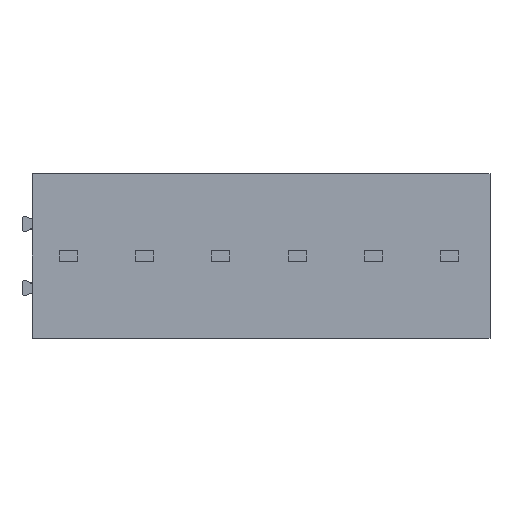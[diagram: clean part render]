
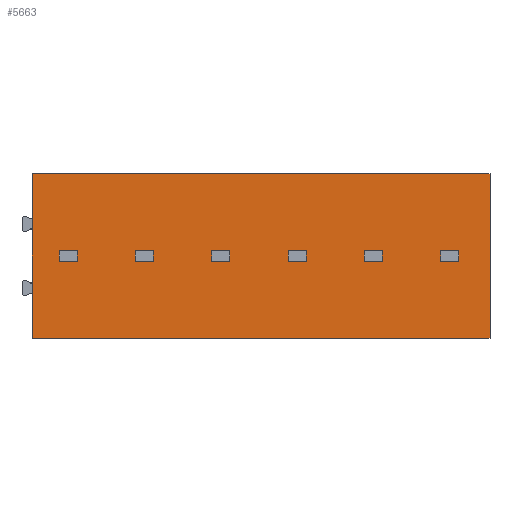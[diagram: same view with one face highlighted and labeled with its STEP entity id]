
A CAD part, front view. The second image highlights one B-rep face of the part: STEP entity #5663.
In plain terms, the highlighted planar face has unit normal (0, -1, 0).
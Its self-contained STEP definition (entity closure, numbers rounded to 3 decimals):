
#136=DIRECTION('',(0.,0.,-1.));
#137=VECTOR('',#136,8.2);
#138=CARTESIAN_POINT('',(11.43,-12.6,0.));
#139=LINE('',#138,#137);
#1384=DIRECTION('',(0.,0.,-1.));
#1385=VECTOR('',#1384,8.2);
#1386=CARTESIAN_POINT('',(-11.43,-12.6,0.));
#1387=LINE('',#1386,#1385);
#1448=DIRECTION('',(-1.,0.,0.));
#1449=VECTOR('',#1448,22.86);
#1450=CARTESIAN_POINT('',(11.43,-12.6,0.));
#1451=LINE('',#1450,#1449);
#1452=DIRECTION('',(0.,0.,1.));
#1453=VECTOR('',#1452,0.5);
#1454=CARTESIAN_POINT('',(-9.18,-12.6,-4.35));
#1455=LINE('',#1454,#1453);
#1456=DIRECTION('',(-1.,0.,0.));
#1457=VECTOR('',#1456,0.9);
#1458=CARTESIAN_POINT('',(-9.18,-12.6,-3.85));
#1459=LINE('',#1458,#1457);
#1460=DIRECTION('',(0.,0.,-1.));
#1461=VECTOR('',#1460,0.5);
#1462=CARTESIAN_POINT('',(-10.08,-12.6,-3.85));
#1463=LINE('',#1462,#1461);
#1464=DIRECTION('',(1.,0.,0.));
#1465=VECTOR('',#1464,0.9);
#1466=CARTESIAN_POINT('',(-10.08,-12.6,-4.35));
#1467=LINE('',#1466,#1465);
#1468=DIRECTION('',(0.,0.,1.));
#1469=VECTOR('',#1468,0.5);
#1470=CARTESIAN_POINT('',(-5.37,-12.6,-4.35));
#1471=LINE('',#1470,#1469);
#1472=DIRECTION('',(-1.,0.,0.));
#1473=VECTOR('',#1472,0.9);
#1474=CARTESIAN_POINT('',(-5.37,-12.6,-3.85));
#1475=LINE('',#1474,#1473);
#1476=DIRECTION('',(0.,0.,-1.));
#1477=VECTOR('',#1476,0.5);
#1478=CARTESIAN_POINT('',(-6.27,-12.6,-3.85));
#1479=LINE('',#1478,#1477);
#1480=DIRECTION('',(1.,0.,0.));
#1481=VECTOR('',#1480,0.9);
#1482=CARTESIAN_POINT('',(-6.27,-12.6,-4.35));
#1483=LINE('',#1482,#1481);
#1484=DIRECTION('',(0.,0.,1.));
#1485=VECTOR('',#1484,0.5);
#1486=CARTESIAN_POINT('',(-1.56,-12.6,-4.35));
#1487=LINE('',#1486,#1485);
#1488=DIRECTION('',(-1.,0.,0.));
#1489=VECTOR('',#1488,0.9);
#1490=CARTESIAN_POINT('',(-1.56,-12.6,-3.85));
#1491=LINE('',#1490,#1489);
#1492=DIRECTION('',(0.,0.,-1.));
#1493=VECTOR('',#1492,0.5);
#1494=CARTESIAN_POINT('',(-2.46,-12.6,-3.85));
#1495=LINE('',#1494,#1493);
#1496=DIRECTION('',(1.,0.,0.));
#1497=VECTOR('',#1496,0.9);
#1498=CARTESIAN_POINT('',(-2.46,-12.6,-4.35));
#1499=LINE('',#1498,#1497);
#1500=DIRECTION('',(0.,0.,1.));
#1501=VECTOR('',#1500,0.5);
#1502=CARTESIAN_POINT('',(2.25,-12.6,-4.35));
#1503=LINE('',#1502,#1501);
#1504=DIRECTION('',(-1.,0.,0.));
#1505=VECTOR('',#1504,0.9);
#1506=CARTESIAN_POINT('',(2.25,-12.6,-3.85));
#1507=LINE('',#1506,#1505);
#1508=DIRECTION('',(0.,0.,-1.));
#1509=VECTOR('',#1508,0.5);
#1510=CARTESIAN_POINT('',(1.35,-12.6,-3.85));
#1511=LINE('',#1510,#1509);
#1512=DIRECTION('',(1.,0.,0.));
#1513=VECTOR('',#1512,0.9);
#1514=CARTESIAN_POINT('',(1.35,-12.6,-4.35));
#1515=LINE('',#1514,#1513);
#1516=DIRECTION('',(0.,0.,1.));
#1517=VECTOR('',#1516,0.5);
#1518=CARTESIAN_POINT('',(6.06,-12.6,-4.35));
#1519=LINE('',#1518,#1517);
#1520=DIRECTION('',(-1.,0.,0.));
#1521=VECTOR('',#1520,0.9);
#1522=CARTESIAN_POINT('',(6.06,-12.6,-3.85));
#1523=LINE('',#1522,#1521);
#1524=DIRECTION('',(0.,0.,-1.));
#1525=VECTOR('',#1524,0.5);
#1526=CARTESIAN_POINT('',(5.16,-12.6,-3.85));
#1527=LINE('',#1526,#1525);
#1528=DIRECTION('',(1.,0.,0.));
#1529=VECTOR('',#1528,0.9);
#1530=CARTESIAN_POINT('',(5.16,-12.6,-4.35));
#1531=LINE('',#1530,#1529);
#1532=DIRECTION('',(0.,0.,1.));
#1533=VECTOR('',#1532,0.5);
#1534=CARTESIAN_POINT('',(9.87,-12.6,-4.35));
#1535=LINE('',#1534,#1533);
#1536=DIRECTION('',(-1.,0.,0.));
#1537=VECTOR('',#1536,0.9);
#1538=CARTESIAN_POINT('',(9.87,-12.6,-3.85));
#1539=LINE('',#1538,#1537);
#1540=DIRECTION('',(0.,0.,-1.));
#1541=VECTOR('',#1540,0.5);
#1542=CARTESIAN_POINT('',(8.97,-12.6,-3.85));
#1543=LINE('',#1542,#1541);
#1544=DIRECTION('',(1.,0.,0.));
#1545=VECTOR('',#1544,0.9);
#1546=CARTESIAN_POINT('',(8.97,-12.6,-4.35));
#1547=LINE('',#1546,#1545);
#1548=DIRECTION('',(-1.,0.,0.));
#1549=VECTOR('',#1548,22.86);
#1550=CARTESIAN_POINT('',(11.43,-12.6,-8.2));
#1551=LINE('',#1550,#1549);
#3000=CARTESIAN_POINT('',(11.43,-12.6,-8.2));
#3002=VERTEX_POINT('',#3000);
#3008=CARTESIAN_POINT('',(11.43,-12.6,0.));
#3009=VERTEX_POINT('',#3008);
#3010=CARTESIAN_POINT('',(-11.43,-12.6,-8.2));
#3012=VERTEX_POINT('',#3010);
#3018=CARTESIAN_POINT('',(-11.43,-12.6,0.));
#3019=VERTEX_POINT('',#3018);
#3372=CARTESIAN_POINT('',(-9.18,-12.6,-4.35));
#3373=CARTESIAN_POINT('',(-9.18,-12.6,-3.85));
#3374=VERTEX_POINT('',#3372);
#3375=VERTEX_POINT('',#3373);
#3376=CARTESIAN_POINT('',(-10.08,-12.6,-3.85));
#3377=VERTEX_POINT('',#3376);
#3378=CARTESIAN_POINT('',(-10.08,-12.6,-4.35));
#3379=VERTEX_POINT('',#3378);
#3388=CARTESIAN_POINT('',(-5.37,-12.6,-4.35));
#3389=CARTESIAN_POINT('',(-5.37,-12.6,-3.85));
#3390=VERTEX_POINT('',#3388);
#3391=VERTEX_POINT('',#3389);
#3392=CARTESIAN_POINT('',(-6.27,-12.6,-3.85));
#3393=VERTEX_POINT('',#3392);
#3394=CARTESIAN_POINT('',(-6.27,-12.6,-4.35));
#3395=VERTEX_POINT('',#3394);
#3516=CARTESIAN_POINT('',(-1.56,-12.6,-4.35));
#3517=CARTESIAN_POINT('',(-1.56,-12.6,-3.85));
#3518=VERTEX_POINT('',#3516);
#3519=VERTEX_POINT('',#3517);
#3520=CARTESIAN_POINT('',(-2.46,-12.6,-3.85));
#3521=VERTEX_POINT('',#3520);
#3522=CARTESIAN_POINT('',(-2.46,-12.6,-4.35));
#3523=VERTEX_POINT('',#3522);
#3644=CARTESIAN_POINT('',(2.25,-12.6,-4.35));
#3645=CARTESIAN_POINT('',(2.25,-12.6,-3.85));
#3646=VERTEX_POINT('',#3644);
#3647=VERTEX_POINT('',#3645);
#3648=CARTESIAN_POINT('',(1.35,-12.6,-3.85));
#3649=VERTEX_POINT('',#3648);
#3650=CARTESIAN_POINT('',(1.35,-12.6,-4.35));
#3651=VERTEX_POINT('',#3650);
#3772=CARTESIAN_POINT('',(6.06,-12.6,-4.35));
#3773=CARTESIAN_POINT('',(6.06,-12.6,-3.85));
#3774=VERTEX_POINT('',#3772);
#3775=VERTEX_POINT('',#3773);
#3776=CARTESIAN_POINT('',(5.16,-12.6,-3.85));
#3777=VERTEX_POINT('',#3776);
#3778=CARTESIAN_POINT('',(5.16,-12.6,-4.35));
#3779=VERTEX_POINT('',#3778);
#3900=CARTESIAN_POINT('',(9.87,-12.6,-4.35));
#3901=CARTESIAN_POINT('',(9.87,-12.6,-3.85));
#3902=VERTEX_POINT('',#3900);
#3903=VERTEX_POINT('',#3901);
#3904=CARTESIAN_POINT('',(8.97,-12.6,-3.85));
#3905=VERTEX_POINT('',#3904);
#3906=CARTESIAN_POINT('',(8.97,-12.6,-4.35));
#3907=VERTEX_POINT('',#3906);
#5591=CARTESIAN_POINT('',(11.43,-12.6,0.));
#5592=DIRECTION('',(0.,-1.,0.));
#5593=DIRECTION('',(0.,0.,-1.));
#5594=AXIS2_PLACEMENT_3D('',#5591,#5592,#5593);
#5595=PLANE('',#5594);
#5596=ORIENTED_EDGE('',*,*,#3945,.T.);
#5598=ORIENTED_EDGE('',*,*,#5597,.T.);
#5599=ORIENTED_EDGE('',*,*,#5558,.F.);
#5600=ORIENTED_EDGE('',*,*,#4018,.F.);
#5601=EDGE_LOOP('',(#5596,#5598,#5599,#5600));
#5602=FACE_OUTER_BOUND('',#5601,.F.);
#5604=ORIENTED_EDGE('',*,*,#5603,.T.);
#5606=ORIENTED_EDGE('',*,*,#5605,.T.);
#5608=ORIENTED_EDGE('',*,*,#5607,.T.);
#5610=ORIENTED_EDGE('',*,*,#5609,.T.);
#5611=EDGE_LOOP('',(#5604,#5606,#5608,#5610));
#5612=FACE_BOUND('',#5611,.F.);
#5614=ORIENTED_EDGE('',*,*,#5613,.T.);
#5616=ORIENTED_EDGE('',*,*,#5615,.T.);
#5618=ORIENTED_EDGE('',*,*,#5617,.T.);
#5620=ORIENTED_EDGE('',*,*,#5619,.T.);
#5621=EDGE_LOOP('',(#5614,#5616,#5618,#5620));
#5622=FACE_BOUND('',#5621,.F.);
#5624=ORIENTED_EDGE('',*,*,#5623,.T.);
#5626=ORIENTED_EDGE('',*,*,#5625,.T.);
#5628=ORIENTED_EDGE('',*,*,#5627,.T.);
#5630=ORIENTED_EDGE('',*,*,#5629,.T.);
#5631=EDGE_LOOP('',(#5624,#5626,#5628,#5630));
#5632=FACE_BOUND('',#5631,.F.);
#5634=ORIENTED_EDGE('',*,*,#5633,.T.);
#5636=ORIENTED_EDGE('',*,*,#5635,.T.);
#5638=ORIENTED_EDGE('',*,*,#5637,.T.);
#5640=ORIENTED_EDGE('',*,*,#5639,.T.);
#5641=EDGE_LOOP('',(#5634,#5636,#5638,#5640));
#5642=FACE_BOUND('',#5641,.F.);
#5644=ORIENTED_EDGE('',*,*,#5643,.T.);
#5646=ORIENTED_EDGE('',*,*,#5645,.T.);
#5648=ORIENTED_EDGE('',*,*,#5647,.T.);
#5650=ORIENTED_EDGE('',*,*,#5649,.T.);
#5651=EDGE_LOOP('',(#5644,#5646,#5648,#5650));
#5652=FACE_BOUND('',#5651,.F.);
#5654=ORIENTED_EDGE('',*,*,#5653,.T.);
#5656=ORIENTED_EDGE('',*,*,#5655,.T.);
#5658=ORIENTED_EDGE('',*,*,#5657,.T.);
#5660=ORIENTED_EDGE('',*,*,#5659,.T.);
#5661=EDGE_LOOP('',(#5654,#5656,#5658,#5660));
#5662=FACE_BOUND('',#5661,.F.);
#5663=ADVANCED_FACE('',(#5602,#5612,#5622,#5632,#5642,#5652,#5662),#5595,.T.);
#3945=EDGE_CURVE('',#3009,#3002,#139,.T.);
#4018=EDGE_CURVE('',#3009,#3019,#1451,.T.);
#5558=EDGE_CURVE('',#3019,#3012,#1387,.T.);
#5597=EDGE_CURVE('',#3002,#3012,#1551,.T.);
#5603=EDGE_CURVE('',#3374,#3375,#1455,.T.);
#5605=EDGE_CURVE('',#3375,#3377,#1459,.T.);
#5607=EDGE_CURVE('',#3377,#3379,#1463,.T.);
#5609=EDGE_CURVE('',#3379,#3374,#1467,.T.);
#5613=EDGE_CURVE('',#3390,#3391,#1471,.T.);
#5615=EDGE_CURVE('',#3391,#3393,#1475,.T.);
#5617=EDGE_CURVE('',#3393,#3395,#1479,.T.);
#5619=EDGE_CURVE('',#3395,#3390,#1483,.T.);
#5623=EDGE_CURVE('',#3518,#3519,#1487,.T.);
#5625=EDGE_CURVE('',#3519,#3521,#1491,.T.);
#5627=EDGE_CURVE('',#3521,#3523,#1495,.T.);
#5629=EDGE_CURVE('',#3523,#3518,#1499,.T.);
#5633=EDGE_CURVE('',#3646,#3647,#1503,.T.);
#5635=EDGE_CURVE('',#3647,#3649,#1507,.T.);
#5637=EDGE_CURVE('',#3649,#3651,#1511,.T.);
#5639=EDGE_CURVE('',#3651,#3646,#1515,.T.);
#5643=EDGE_CURVE('',#3774,#3775,#1519,.T.);
#5645=EDGE_CURVE('',#3775,#3777,#1523,.T.);
#5647=EDGE_CURVE('',#3777,#3779,#1527,.T.);
#5649=EDGE_CURVE('',#3779,#3774,#1531,.T.);
#5653=EDGE_CURVE('',#3902,#3903,#1535,.T.);
#5655=EDGE_CURVE('',#3903,#3905,#1539,.T.);
#5657=EDGE_CURVE('',#3905,#3907,#1543,.T.);
#5659=EDGE_CURVE('',#3907,#3902,#1547,.T.);
